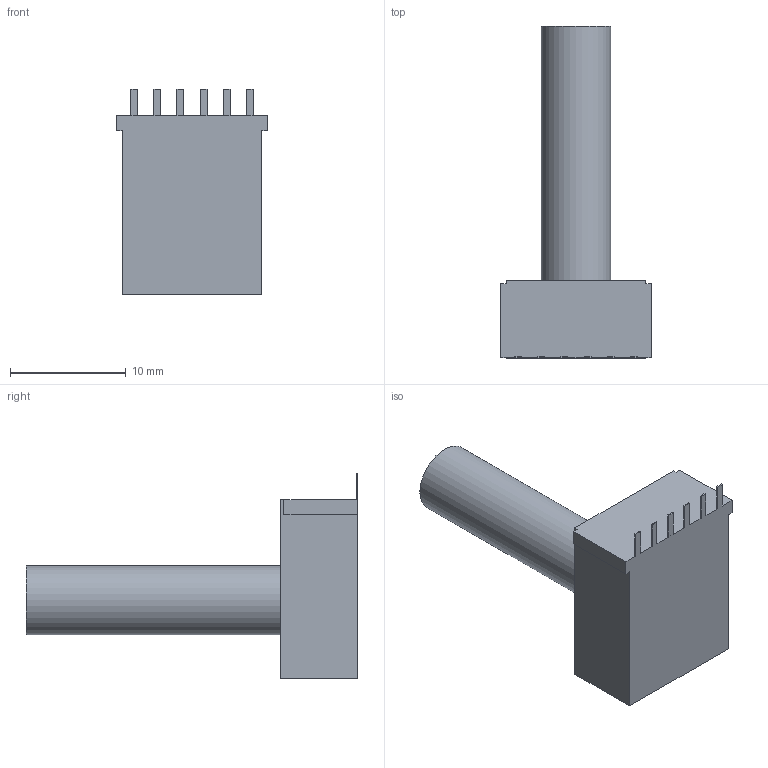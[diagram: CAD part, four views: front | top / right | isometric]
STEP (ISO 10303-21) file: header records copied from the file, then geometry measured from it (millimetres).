
FILE_DESCRIPTION(('HOOPS Exchange Step'),'2;1');
FILE_NAME('8cae81a8046197dfd171f7eab528365420200328-3351-1mj8yta.SLDPRT.step','2020-03-28T05:29:15+00:00',('converter2'),('Unknown organisation'),'HOOPS Exchange 2019.2','HOOPS Exchange','Unknown authorisation');
FILE_SCHEMA( ('AUTOMOTIVE_DESIGN { 1 0 10303 214 1 1 1 1 }') );
Length unit declared in the file: inch
Products named in the file (2): Default; 8cae81a8046197dfd171f7eab528365420200328-3351-1mj8yta
Assembly tree (1 placements, depth 2):
  8cae81a8046197dfd171f7eab528365420200328-3351-1mj8yta
    Default
Bounding box: 13 x 28.7 x 17.8 mm (x, y, z)
Volume: 1886.9 mm3; surface area: 1192.8 mm2
Topology: 1 solids, 1 shells, 38 faces, 107 edges, 72 vertices
Faces by surface type: plane 37, cylinder 1
Full cylindrical faces by diameter (mm): 6 x1
Entity records: 1262 total; most frequent: CARTESIAN_POINT 220, ORIENTED_EDGE 214, DIRECTION 193, EDGE_CURVE 107, VECTOR 103, LINE 103, VERTEX_POINT 72, AXIS2_PLACEMENT_3D 45
